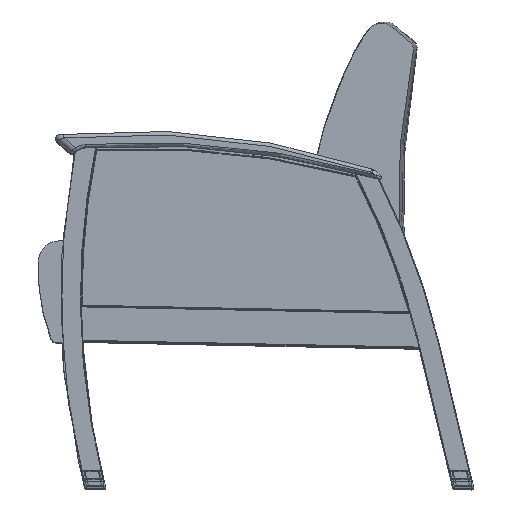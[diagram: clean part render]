
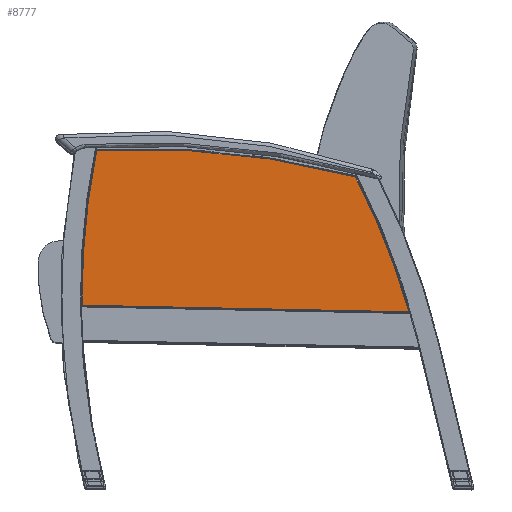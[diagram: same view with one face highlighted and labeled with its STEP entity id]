
A CAD part, top view. The second image highlights one B-rep face of the part: STEP entity #8777.
In plain terms, the highlighted planar face has unit normal (0, 0, 1).
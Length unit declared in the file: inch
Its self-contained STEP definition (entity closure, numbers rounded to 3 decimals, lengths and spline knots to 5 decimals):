
#642=PLANE('',#9633);
#1550=FACE_OUTER_BOUND('',#2261,.T.);
#2261=EDGE_LOOP('',(#7990,#7991,#7992,#7993));
#2674=CIRCLE('',#9618,53.031);
#2682=CIRCLE('',#9632,59.7575);
#2683=CIRCLE('',#9634,53.031);
#3157=LINE('',#18635,#3640);
#3640=VECTOR('',#11775,23.30638);
#4448=VERTEX_POINT('',#18593);
#4451=VERTEX_POINT('',#18611);
#4454=VERTEX_POINT('',#18634);
#4465=VERTEX_POINT('',#18717);
#5626=EDGE_CURVE('',#4451,#4448,#2674,.T.);
#5630=EDGE_CURVE('',#4448,#4454,#3157,.T.);
#5645=EDGE_CURVE('',#4465,#4451,#2682,.T.);
#5646=EDGE_CURVE('',#4454,#4465,#2683,.T.);
#7990=ORIENTED_EDGE('',*,*,#5626,.F.);
#7991=ORIENTED_EDGE('',*,*,#5645,.F.);
#7992=ORIENTED_EDGE('',*,*,#5646,.F.);
#7993=ORIENTED_EDGE('',*,*,#5630,.F.);
#8777=ADVANCED_FACE('',(#1550),#642,.T.);
#9618=AXIS2_PLACEMENT_3D('',#18626,#11765,#11766);
#9632=AXIS2_PLACEMENT_3D('',#18732,#11799,#11800);
#9633=AXIS2_PLACEMENT_3D('',#18733,#11801,#11802);
#9634=AXIS2_PLACEMENT_3D('',#18734,#11803,#11804);
#11765=DIRECTION('center_axis',(0.,0.,-1.));
#11766=DIRECTION('ref_axis',(0.93,0.366,0.));
#11775=DIRECTION('',(-1.,0.02,0.));
#11799=DIRECTION('center_axis',(0.,0.,-1.));
#11800=DIRECTION('ref_axis',(0.099,0.995,0.));
#11801=DIRECTION('center_axis',(0.,0.,1.));
#11802=DIRECTION('ref_axis',(1.,0.,0.));
#11803=DIRECTION('center_axis',(0.,0.,-1.));
#11804=DIRECTION('ref_axis',(-0.996,0.094,0.));
#18593=CARTESIAN_POINT('',(23.533,-0.41145,1.5));
#18611=CARTESIAN_POINT('',(19.73668,9.20793,1.5));
#18626=CARTESIAN_POINT('Origin',(-27.45859,-14.97663,1.5));
#18634=CARTESIAN_POINT('',(0.23135,0.05785,1.5));
#18635=CARTESIAN_POINT('',(5.56619,-0.04959,1.5));
#18717=CARTESIAN_POINT('',(1.27194,11.11456,1.5));
#18732=CARTESIAN_POINT('Origin',(4.44102,-48.55885,1.5));
#18733=CARTESIAN_POINT('Origin',(11.05137,4.30035,1.5));
#18734=CARTESIAN_POINT('Origin',(53.2591,0.64449,1.5));
